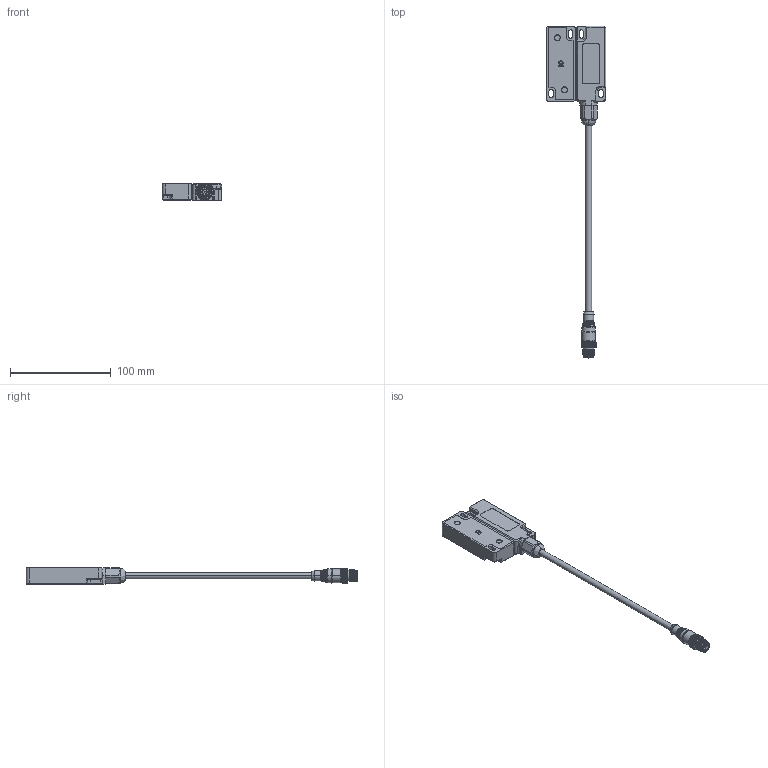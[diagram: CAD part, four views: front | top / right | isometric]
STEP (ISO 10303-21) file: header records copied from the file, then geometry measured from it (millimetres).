
FILE_DESCRIPTION (( 'STEP AP214' ), '1' );
FILE_NAME ('WPR-112005.step', '2017-09-27T14:30:59', ( '' ), ( '' ), 'SwSTEP 2.0', 'SolidWorks 2017', '' );
FILE_SCHEMA (( 'AUTOMOTIVE_DESIGN' ));
Length unit declared in the file: inch
Products named in the file (3): WPR-112005; WPR-112005_2; WPR-112005_1
Assembly tree (2 placements, depth 2):
  WPR-112005
    WPR-112005_1
    WPR-112005_2
Bounding box: 59 x 329 x 16.5 mm (x, y, z)
Volume: 43102.9 mm3; surface area: 42179.5 mm2
Topology: 11 solids, 11 shells, 1294 faces, 3439 edges, 2180 vertices
Faces by surface type: plane 573, cylinder 348, bspline 287, cone 86
Entity records: 51269 total; most frequent: CARTESIAN_POINT 20992, ORIENTED_EDGE 6790, DIRECTION 5498, EDGE_CURVE 3395, VERTEX_POINT 2180, AXIS2_PLACEMENT_3D 1877, VECTOR 1744, LINE 1744
